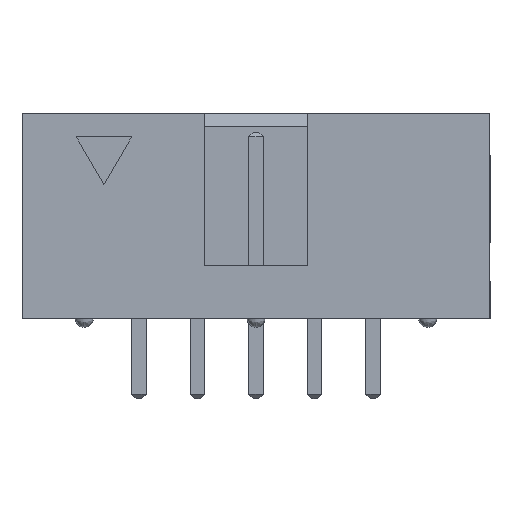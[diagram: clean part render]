
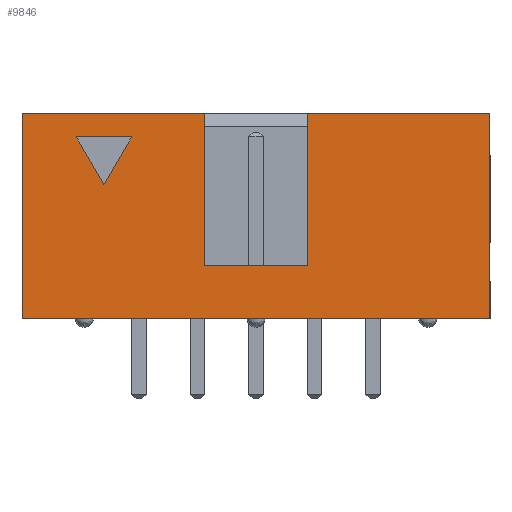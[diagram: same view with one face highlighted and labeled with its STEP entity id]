
A CAD part, front view. The second image highlights one B-rep face of the part: STEP entity #9846.
In plain terms, the highlighted planar face has unit normal (0, -1, 0).
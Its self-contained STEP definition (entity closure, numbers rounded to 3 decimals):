
#192 = ORIENTED_EDGE ( 'NONE', *, *, #8114, .T. ) ;
#212 = ORIENTED_EDGE ( 'NONE', *, *, #7692, .T. ) ;
#348 = CARTESIAN_POINT ( 'NONE',  ( 5.07, -2.93, -2.27 ) ) ;
#383 = CARTESIAN_POINT ( 'NONE',  ( -11.674, -2.93, 3.516 ) ) ;
#552 = AXIS2_PLACEMENT_3D ( 'NONE', #9503, #4695, #10309 ) ;
#648 = ORIENTED_EDGE ( 'NONE', *, *, #1490, .T. ) ;
#987 = ORIENTED_EDGE ( 'NONE', *, *, #1461, .T. ) ;
#1071 = EDGE_CURVE ( 'NONE', #3344, #7026, #9899, .T. ) ;
#1140 = DIRECTION ( 'NONE',  ( 1., 0., 0. ) ) ;
#1149 = CARTESIAN_POINT ( 'NONE',  ( -5.08, -2.93, 6.63 ) ) ;
#1188 = DIRECTION ( 'NONE',  ( 0., 0., -1. ) ) ;
#1207 = VERTEX_POINT ( 'NONE', #8046 ) ;
#1219 = ORIENTED_EDGE ( 'NONE', *, *, #6666, .T. ) ;
#1255 = VERTEX_POINT ( 'NONE', #3309 ) ;
#1388 = VECTOR ( 'NONE', #7207, 1000. ) ;
#1423 = CARTESIAN_POINT ( 'NONE',  ( -12.874, -2.93, 5.594 ) ) ;
#1426 = VERTEX_POINT ( 'NONE', #7686 ) ;
#1461 = EDGE_CURVE ( 'NONE', #1255, #3701, #9538, .T. ) ;
#1490 = EDGE_CURVE ( 'NONE', #8948, #9302, #3157, .T. ) ;
#1535 = DIRECTION ( 'NONE',  ( 0., 0., -1. ) ) ;
#1563 = LINE ( 'NONE', #2672, #9547 ) ;
#1933 = CARTESIAN_POINT ( 'NONE',  ( -2.83, -2.93, 6.63 ) ) ;
#2151 = LINE ( 'NONE', #348, #8256 ) ;
#2182 = CARTESIAN_POINT ( 'NONE',  ( 5.07, -2.93, 0. ) ) ;
#2435 = CARTESIAN_POINT ( 'NONE',  ( 5.07, -2.93, 5.594 ) ) ;
#2584 = EDGE_LOOP ( 'NONE', ( #192, #1219, #987 ) ) ;
#2597 = VERTEX_POINT ( 'NONE', #7663 ) ;
#2672 = CARTESIAN_POINT ( 'NONE',  ( -5.08, -2.93, 6.63 ) ) ;
#2742 = VECTOR ( 'NONE', #8313, 1000. ) ;
#2856 = ORIENTED_EDGE ( 'NONE', *, *, #6608, .T. ) ;
#2992 = DIRECTION ( 'NONE',  ( -1., 0., 0. ) ) ;
#3124 = VECTOR ( 'NONE', #1535, 1000. ) ;
#3157 = LINE ( 'NONE', #2182, #7148 ) ;
#3288 = ORIENTED_EDGE ( 'NONE', *, *, #9651, .F. ) ;
#3309 = CARTESIAN_POINT ( 'NONE',  ( -10.474, -2.93, 5.594 ) ) ;
#3344 = VERTEX_POINT ( 'NONE', #9033 ) ;
#3376 = LINE ( 'NONE', #7099, #3124 ) ;
#3406 = EDGE_CURVE ( 'NONE', #1207, #1426, #2151, .T. ) ;
#3416 = VECTOR ( 'NONE', #10150, 1000. ) ;
#3654 = CARTESIAN_POINT ( 'NONE',  ( -7.33, -2.93, -2.27 ) ) ;
#3701 = VERTEX_POINT ( 'NONE', #4841 ) ;
#3713 = ORIENTED_EDGE ( 'NONE', *, *, #4409, .F. ) ;
#4177 = CARTESIAN_POINT ( 'NONE',  ( -15.23, -2.93, 6.63 ) ) ;
#4409 = EDGE_CURVE ( 'NONE', #7026, #2597, #4844, .T. ) ;
#4443 = CARTESIAN_POINT ( 'NONE',  ( -2.83, -2.93, 0. ) ) ;
#4544 = CARTESIAN_POINT ( 'NONE',  ( -10.474, -2.93, 5.594 ) ) ;
#4639 = LINE ( 'NONE', #383, #8635 ) ;
#4695 = DIRECTION ( 'NONE',  ( 0., -1., 0. ) ) ;
#4708 = VERTEX_POINT ( 'NONE', #1423 ) ;
#4841 = CARTESIAN_POINT ( 'NONE',  ( -11.674, -2.93, 3.516 ) ) ;
#4844 = LINE ( 'NONE', #1149, #2742 ) ;
#5075 = DIRECTION ( 'NONE',  ( -0.5, 0., 0.866 ) ) ;
#5120 = LINE ( 'NONE', #5348, #9142 ) ;
#5261 = ORIENTED_EDGE ( 'NONE', *, *, #1071, .F. ) ;
#5277 = CARTESIAN_POINT ( 'NONE',  ( -15.23, -2.93, -2.27 ) ) ;
#5348 = CARTESIAN_POINT ( 'NONE',  ( -5.08, -2.93, -2.27 ) ) ;
#5787 = VECTOR ( 'NONE', #6903, 1000. ) ;
#6092 = DIRECTION ( 'NONE',  ( 0., 0., 1. ) ) ;
#6149 = DIRECTION ( 'NONE',  ( 1., 0., 0. ) ) ;
#6271 = PLANE ( 'NONE',  #552 ) ;
#6475 = FACE_BOUND ( 'NONE', #2584, .T. ) ;
#6608 = EDGE_CURVE ( 'NONE', #9663, #8948, #3376, .T. ) ;
#6666 = EDGE_CURVE ( 'NONE', #4708, #1255, #9620, .T. ) ;
#6736 = FACE_OUTER_BOUND ( 'NONE', #8347, .T. ) ;
#6864 = ORIENTED_EDGE ( 'NONE', *, *, #3406, .F. ) ;
#6903 = DIRECTION ( 'NONE',  ( 0., 0., 1. ) ) ;
#7026 = VERTEX_POINT ( 'NONE', #4177 ) ;
#7099 = CARTESIAN_POINT ( 'NONE',  ( -2.83, -2.93, -2.27 ) ) ;
#7148 = VECTOR ( 'NONE', #2992, 1000. ) ;
#7207 = DIRECTION ( 'NONE',  ( 1., 0., 0. ) ) ;
#7369 = CARTESIAN_POINT ( 'NONE',  ( -7.33, -2.93, 0. ) ) ;
#7663 = CARTESIAN_POINT ( 'NONE',  ( -7.33, -2.93, 6.63 ) ) ;
#7686 = CARTESIAN_POINT ( 'NONE',  ( 5.07, -2.93, -2.27 ) ) ;
#7692 = EDGE_CURVE ( 'NONE', #9302, #2597, #10057, .T. ) ;
#8046 = CARTESIAN_POINT ( 'NONE',  ( 5.07, -2.93, 6.63 ) ) ;
#8114 = EDGE_CURVE ( 'NONE', #3701, #4708, #4639, .T. ) ;
#8206 = EDGE_CURVE ( 'NONE', #3344, #1426, #5120, .T. ) ;
#8256 = VECTOR ( 'NONE', #1188, 1000. ) ;
#8313 = DIRECTION ( 'NONE',  ( 1., 0., 0. ) ) ;
#8347 = EDGE_LOOP ( 'NONE', ( #2856, #648, #212, #3713, #5261, #9091, #6864, #3288 ) ) ;
#8635 = VECTOR ( 'NONE', #5075, 1000. ) ;
#8948 = VERTEX_POINT ( 'NONE', #4443 ) ;
#9033 = CARTESIAN_POINT ( 'NONE',  ( -15.23, -2.93, -2.27 ) ) ;
#9091 = ORIENTED_EDGE ( 'NONE', *, *, #8206, .T. ) ;
#9142 = VECTOR ( 'NONE', #6149, 1000. ) ;
#9302 = VERTEX_POINT ( 'NONE', #7369 ) ;
#9503 = CARTESIAN_POINT ( 'NONE',  ( 5.07, -2.93, -2.27 ) ) ;
#9538 = LINE ( 'NONE', #4544, #3416 ) ;
#9547 = VECTOR ( 'NONE', #1140, 1000. ) ;
#9620 = LINE ( 'NONE', #2435, #1388 ) ;
#9651 = EDGE_CURVE ( 'NONE', #9663, #1207, #1563, .T. ) ;
#9663 = VERTEX_POINT ( 'NONE', #1933 ) ;
#9846 = ADVANCED_FACE ( 'NONE', ( #6475, #6736 ), #6271, .T. ) ;
#9899 = LINE ( 'NONE', #5277, #10145 ) ;
#10057 = LINE ( 'NONE', #3654, #5787 ) ;
#10145 = VECTOR ( 'NONE', #6092, 1000. ) ;
#10150 = DIRECTION ( 'NONE',  ( -0.5, 0., -0.866 ) ) ;
#10309 = DIRECTION ( 'NONE',  ( 0., 0., -1. ) ) ;
